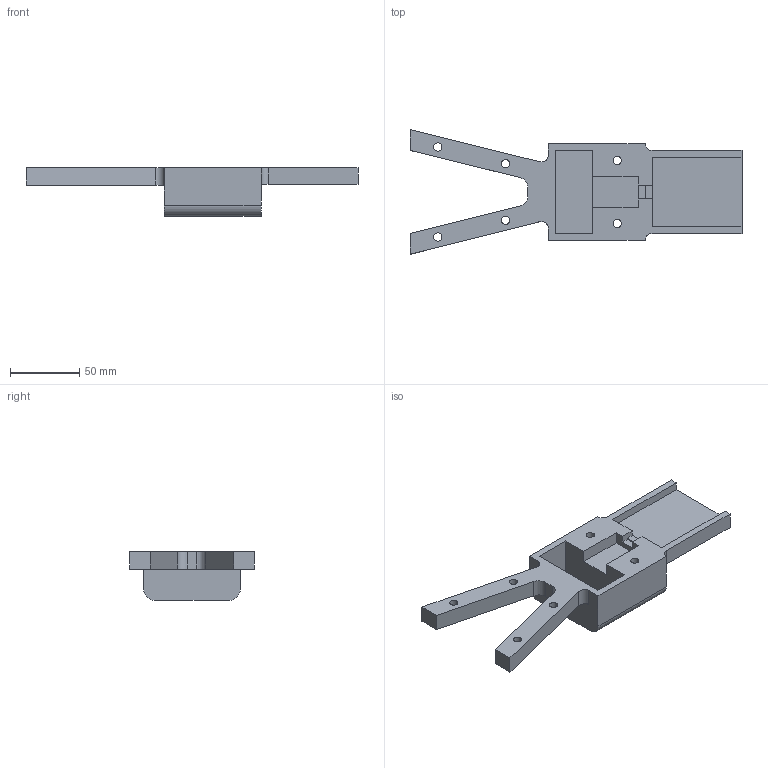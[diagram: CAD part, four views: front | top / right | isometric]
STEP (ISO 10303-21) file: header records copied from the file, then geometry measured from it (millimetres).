
FILE_DESCRIPTION(/* description */ (''),/* implementation_level */ '2;1');
FILE_NAME(/* name */ 'fork.step',/* time_stamp */ '2016-12-02T21:00:56+00:00',/* author */ (''),/* organization */ (''),/* preprocessor_version */ 'ST-DEVELOPER v16.5',/* originating_system */ 'Autodesk Translation Framework v5.2.0.2920',/* authorisation */ '');
FILE_SCHEMA (('AUTOMOTIVE_DESIGN { 1 0 10303 214 3 1 1 }'));
Length unit declared in the file: millimetre
Products named in the file (1): fork_complete v2 (v29~recovered)
Bounding box: 239.96 x 90 x 35 mm (x, y, z)
Volume: 181798.6 mm3; surface area: 48844 mm2
Topology: 1 solids, 1 shells, 52 faces, 148 edges, 98 vertices
Faces by surface type: plane 37, cylinder 15
Full cylindrical faces by diameter (mm): 6 x6
Entity records: 1702 total; most frequent: CARTESIAN_POINT 293, ORIENTED_EDGE 284, DIRECTION 278, EDGE_CURVE 142, LINE 112, VECTOR 112, VERTEX_POINT 98, AXIS2_PLACEMENT_3D 83
